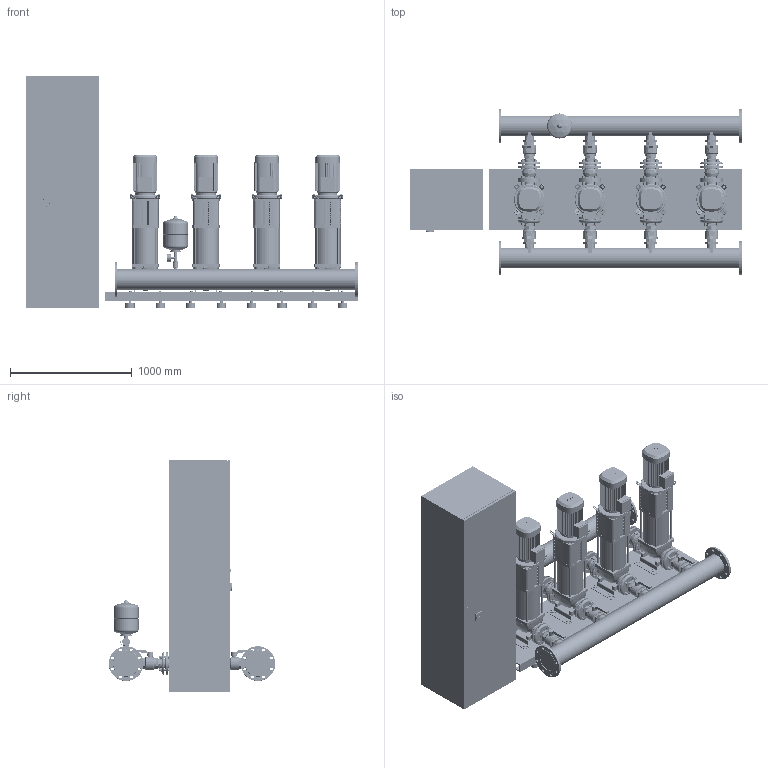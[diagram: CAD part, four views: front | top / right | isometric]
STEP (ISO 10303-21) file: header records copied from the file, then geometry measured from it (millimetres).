
FILE_DESCRIPTION((''),'2;1');
FILE_NAME('3d_CO-4HELIXV3603_1_K_CC-01-2530601.stp','2016-01-25T09:15:19',(''),(''),'Mechanical Desktop 2009','Mechanical Desktop 2009',', , ');
FILE_SCHEMA(('CONFIG_CONTROL_DESIGN'));
Length unit declared in the file: millimetre
Products named in the file (1): Product
Bounding box: 2730 x 1369 x 1900 mm (x, y, z)
Volume: 862363069.6 mm3; surface area: 23485572.6 mm2
Topology: 239 solids, 239 shells, 7901 faces, 20387 edges, 13253 vertices
Faces by surface type: bspline 3112, plane 2801, cylinder 1490, cone 272, torus 224, sphere 2
Entity records: 276782 total; most frequent: CARTESIAN_POINT 87988, ORIENTED_EDGE 40694, DIRECTION 35881, EDGE_CURVE 20347, VERTEX_POINT 13240, VECTOR 12593, LINE 12593, AXIS2_PLACEMENT_3D 11644
